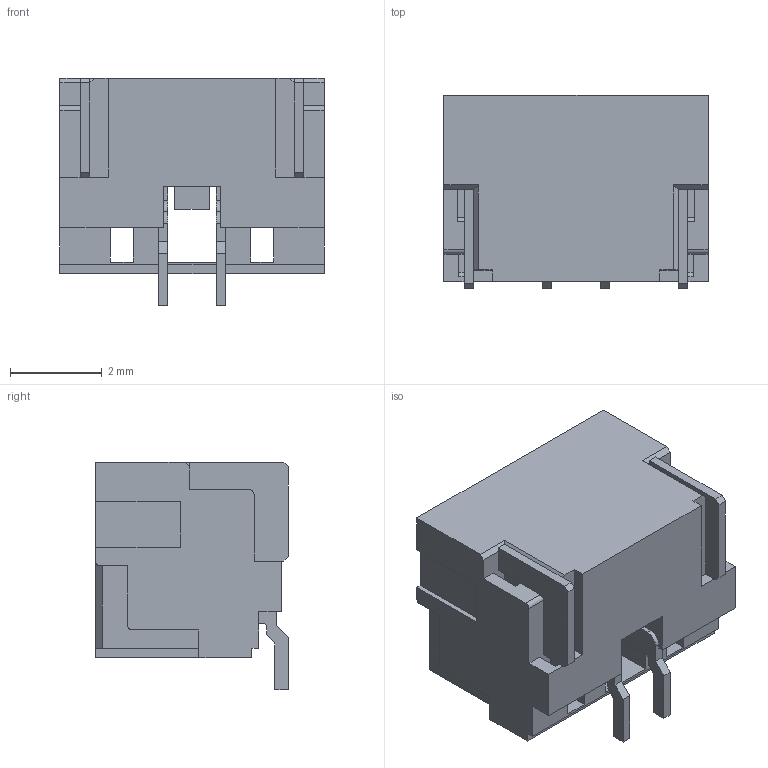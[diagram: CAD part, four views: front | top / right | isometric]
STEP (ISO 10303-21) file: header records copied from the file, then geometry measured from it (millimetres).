
FILE_DESCRIPTION (( 'STEP AP214' ), '1' );
FILE_NAME ('BM02B-GHS-TBT(LF)(SN).STEP', '2022-02-16T13:10:41', ( '' ), ( '' ), 'SwSTEP 2.0', 'SolidWorks 2018', '' );
FILE_SCHEMA (( 'AUTOMOTIVE_DESIGN' ));
Length unit declared in the file: millimetre
Products named in the file (2): BM02B-GHS-TBT(LF)(SN)
Bounding box: 5.75 x 4.2 x 4.95 mm (x, y, z)
Volume: 59.7 mm3; surface area: 259.2 mm2
Topology: 5 solids, 5 shells, 224 faces, 652 edges, 433 vertices
Faces by surface type: plane 183, cylinder 41
Entity records: 7421 total; most frequent: CARTESIAN_POINT 1317, ORIENTED_EDGE 1304, DIRECTION 1182, EDGE_CURVE 652, LINE 570, VECTOR 570, VERTEX_POINT 433, AXIS2_PLACEMENT_3D 306
